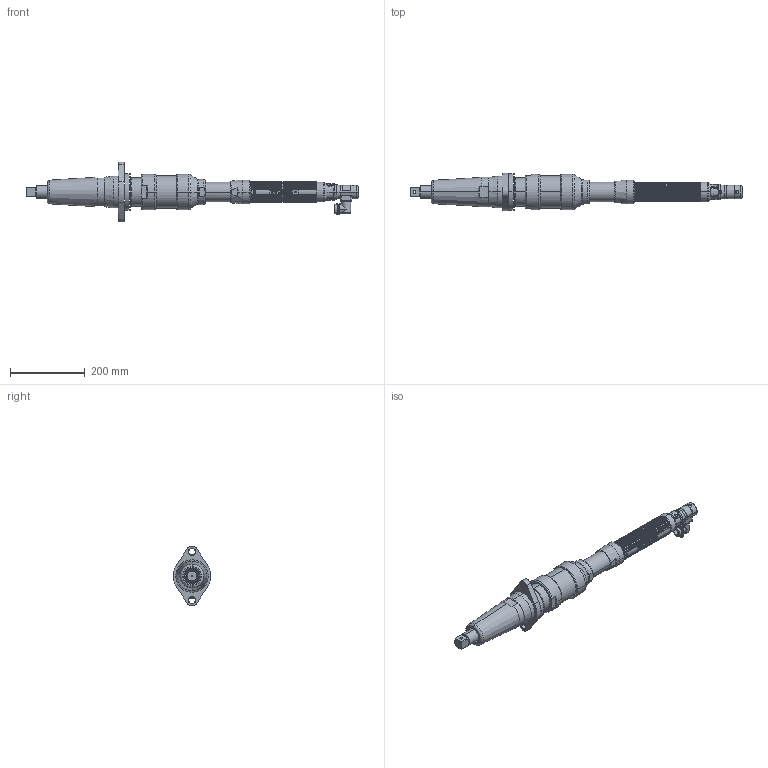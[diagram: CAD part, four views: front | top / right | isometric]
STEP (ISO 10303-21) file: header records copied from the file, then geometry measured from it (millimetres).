
FILE_DESCRIPTION((''),'2;1');
FILE_NAME('EB55MB5F1-1100','2012-05-30T',('EJF1116'),(''),'PRO/ENGINEER BY PARAMETRIC TECHNOLOGY CORPORATION, 2010430','PRO/ENGINEER BY PARAMETRIC TECHNOLOGY CORPORATION, 2010430','');
FILE_SCHEMA(('CONFIG_CONTROL_DESIGN'));
Length unit declared in the file: inch
Products named in the file (1): EB55MB5F1-1100
Bounding box: 890.36 x 101.25 x 160.35 mm (x, y, z)
Surface area: 255043.6 mm2 (no closed solid volume)
Topology: 0 solids, 90 shells, 387 faces, 2656 edges, 2263 vertices
Faces by surface type: cylinder 207, plane 98, cone 38, torus 31, bspline 11, extrusion 2
Entity records: 32886 total; most frequent: CARTESIAN_POINT 14591, DIRECTION 3292, ORIENTED_EDGE 3241, EDGE_CURVE 2656, VERTEX_POINT 2263, VECTOR 1360, LINE 1358, AXIS2_PLACEMENT_3D 966
